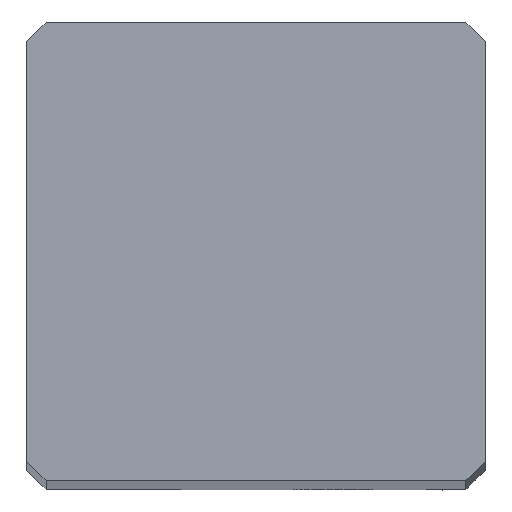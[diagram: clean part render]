
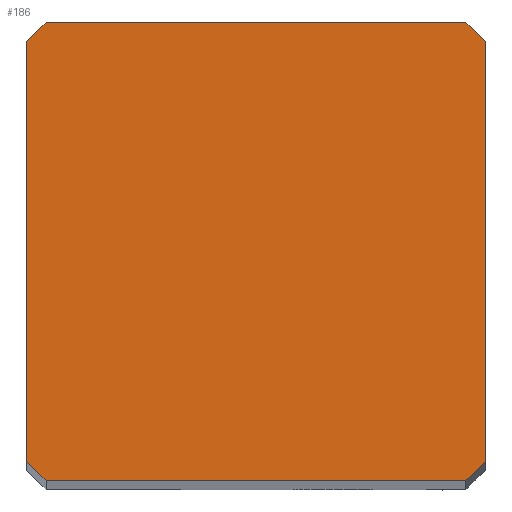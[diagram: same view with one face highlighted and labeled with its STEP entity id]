
A CAD part, top view. The second image highlights one B-rep face of the part: STEP entity #186.
In plain terms, the highlighted planar face has unit normal (0, 0, 1).
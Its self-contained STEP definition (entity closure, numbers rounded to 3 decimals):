
#122=FACE_OUTER_BOUND('',#287,.T.);
#186=ADVANCED_FACE('',(#122),#246,.T.);
#246=PLANE('',#1373);
#287=EDGE_LOOP('',(#624,#625,#626,#627,#628,#629,#630,#631));
#341=LINE('',#1867,#431);
#376=LINE('',#2017,#466);
#380=LINE('',#2048,#470);
#381=LINE('',#2050,#471);
#382=LINE('',#2053,#472);
#383=LINE('',#2054,#473);
#384=LINE('',#2056,#474);
#385=LINE('',#2058,#475);
#431=VECTOR('',#1495,1.);
#466=VECTOR('',#1592,1.);
#470=VECTOR('',#1602,1.);
#471=VECTOR('',#1605,1.);
#472=VECTOR('',#1606,1.);
#473=VECTOR('',#1607,1.);
#474=VECTOR('',#1608,1.);
#475=VECTOR('',#1609,1.);
#624=ORIENTED_EDGE('',*,*,#1079,.F.);
#625=ORIENTED_EDGE('',*,*,#1080,.T.);
#626=ORIENTED_EDGE('',*,*,#1014,.T.);
#627=ORIENTED_EDGE('',*,*,#1078,.T.);
#628=ORIENTED_EDGE('',*,*,#1071,.F.);
#629=ORIENTED_EDGE('',*,*,#1081,.T.);
#630=ORIENTED_EDGE('',*,*,#1082,.T.);
#631=ORIENTED_EDGE('',*,*,#1083,.T.);
#890=VERTEX_POINT('',#1866);
#891=VERTEX_POINT('',#1868);
#934=VERTEX_POINT('',#2016);
#935=VERTEX_POINT('',#2018);
#939=VERTEX_POINT('',#2051);
#940=VERTEX_POINT('',#2052);
#941=VERTEX_POINT('',#2055);
#942=VERTEX_POINT('',#2057);
#1014=EDGE_CURVE('',#891,#890,#341,.T.);
#1071=EDGE_CURVE('',#934,#935,#376,.T.);
#1078=EDGE_CURVE('',#890,#935,#380,.T.);
#1079=EDGE_CURVE('',#939,#940,#381,.T.);
#1080=EDGE_CURVE('',#939,#891,#382,.T.);
#1081=EDGE_CURVE('',#934,#941,#383,.T.);
#1082=EDGE_CURVE('',#941,#942,#384,.T.);
#1083=EDGE_CURVE('',#942,#940,#385,.T.);
#1373=AXIS2_PLACEMENT_3D('',#2059,#1610,#1611);
#1495=DIRECTION('',(1.,0.,0.));
#1592=DIRECTION('',(0.,-1.,0.));
#1602=DIRECTION('',(0.707,0.707,0.));
#1605=DIRECTION('',(0.,1.,0.));
#1606=DIRECTION('',(0.707,-0.707,0.));
#1607=DIRECTION('',(-0.707,0.707,0.));
#1608=DIRECTION('',(-1.,0.,0.));
#1609=DIRECTION('',(-0.707,-0.707,0.));
#1610=DIRECTION('',(0.,0.,1.));
#1611=DIRECTION('',(-1.,0.,0.));
#1866=CARTESIAN_POINT('',(11.5,0.,0.));
#1867=CARTESIAN_POINT('',(0.5,0.,0.));
#1868=CARTESIAN_POINT('',(0.5,0.,0.));
#2016=CARTESIAN_POINT('',(12.,11.5,0.));
#2017=CARTESIAN_POINT('',(12.,11.5,0.));
#2018=CARTESIAN_POINT('',(12.,0.5,0.));
#2048=CARTESIAN_POINT('',(11.5,0.,0.));
#2050=CARTESIAN_POINT('',(0.,0.5,0.));
#2051=CARTESIAN_POINT('',(0.,0.5,0.));
#2052=CARTESIAN_POINT('',(0.,11.5,0.));
#2053=CARTESIAN_POINT('',(0.,0.5,0.));
#2054=CARTESIAN_POINT('',(12.,11.5,0.));
#2055=CARTESIAN_POINT('',(11.5,12.,0.));
#2056=CARTESIAN_POINT('',(11.5,12.,0.));
#2057=CARTESIAN_POINT('',(0.5,12.,0.));
#2058=CARTESIAN_POINT('',(0.5,12.,0.));
#2059=CARTESIAN_POINT('',(6.,6.,0.));
